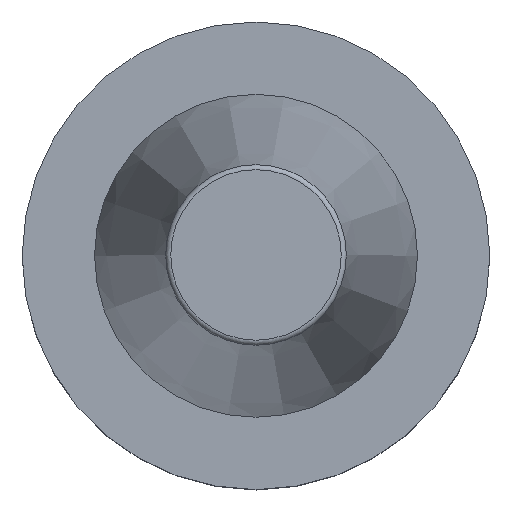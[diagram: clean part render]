
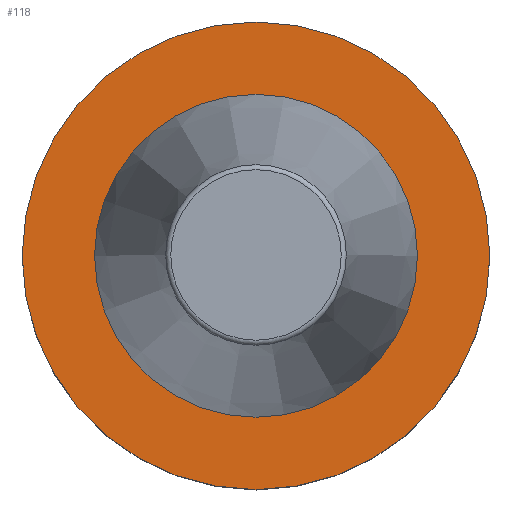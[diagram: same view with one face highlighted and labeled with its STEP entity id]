
A CAD part, top view. The second image highlights one B-rep face of the part: STEP entity #118.
In plain terms, the highlighted planar face has unit normal (0, 0, 1).
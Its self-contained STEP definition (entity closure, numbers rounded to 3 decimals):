
#89=FACE_BOUND('',#171,.T.);
#90=FACE_BOUND('',#172,.T.);
#118=ADVANCED_FACE('',(#89,#90),#130,.T.);
#130=PLANE('',#378);
#171=EDGE_LOOP('',(#219));
#172=EDGE_LOOP('',(#220));
#219=ORIENTED_EDGE('',*,*,#273,.T.);
#220=ORIENTED_EDGE('',*,*,#272,.F.);
#248=VERTEX_POINT('',#574);
#249=VERTEX_POINT('',#577);
#272=EDGE_CURVE('',#248,#248,#295,.T.);
#273=EDGE_CURVE('',#249,#249,#296,.T.);
#295=CIRCLE('',#375,22.99);
#296=CIRCLE('',#377,15.575);
#375=AXIS2_PLACEMENT_3D('',#573,#468,#469);
#377=AXIS2_PLACEMENT_3D('',#576,#472,#473);
#378=AXIS2_PLACEMENT_3D('',#578,#474,#475);
#468=DIRECTION('',(0.,0.,-1.));
#469=DIRECTION('',(-1.,0.,0.));
#472=DIRECTION('',(0.,0.,-1.));
#473=DIRECTION('',(-1.,0.,0.));
#474=DIRECTION('',(0.,0.,1.));
#475=DIRECTION('',(-1.,0.,0.));
#573=CARTESIAN_POINT('',(0.,0.,-1.));
#574=CARTESIAN_POINT('',(-22.99,0.,-1.));
#576=CARTESIAN_POINT('',(0.,0.,-1.));
#577=CARTESIAN_POINT('',(-15.575,0.,-1.));
#578=CARTESIAN_POINT('',(0.,22.99,-1.));
